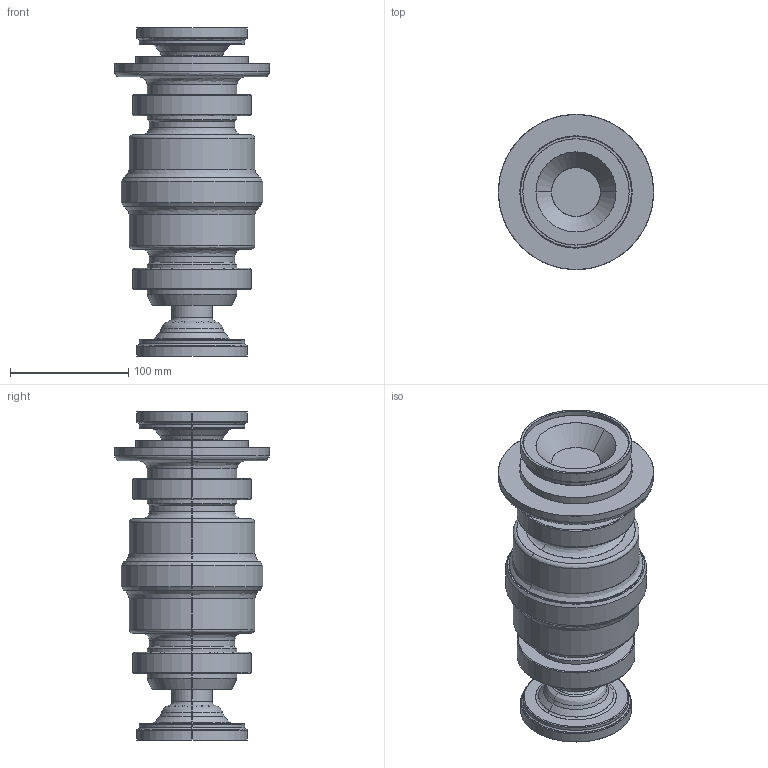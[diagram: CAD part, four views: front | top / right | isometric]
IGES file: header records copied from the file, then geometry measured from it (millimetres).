
Start section: SolidWorks IGES file using analytic representation for surfaces
Global section: file name: WRD-CDD-1000_Revolved_Body.IGS; native system: SolidWorks 2007; preprocessor: SolidWorks 2007; author: Administrator; date: 070725.153159; units: inch
Bounding box: 131.44 x 131.44 x 278.13 mm (x, y, z)
Surface area: 150682.6 mm2 (no closed solid volume)
Topology: 0 solids, 0 shells, 139 faces, 2784 edges, 2784 vertices
Faces by surface type: bspline 73, revolution 66
